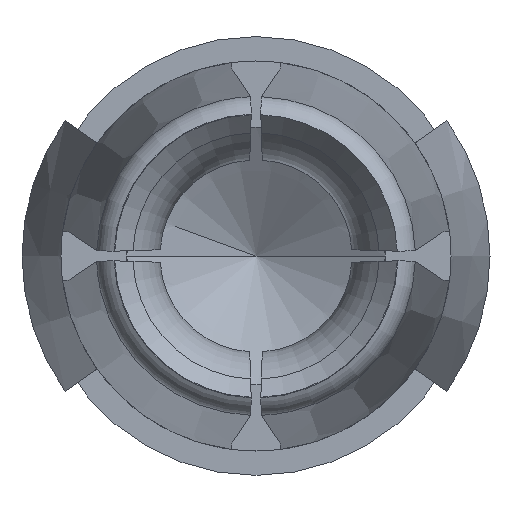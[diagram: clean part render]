
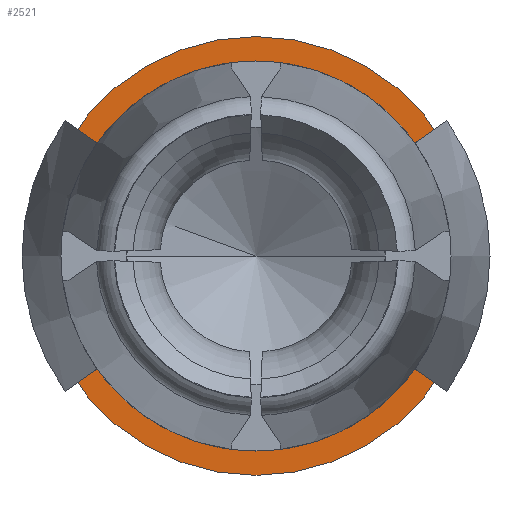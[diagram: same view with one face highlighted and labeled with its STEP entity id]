
A CAD part, front view. The second image highlights one B-rep face of the part: STEP entity #2521.
In plain terms, the highlighted planar face has unit normal (0, -1, 0).
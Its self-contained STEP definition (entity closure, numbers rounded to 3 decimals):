
#482=CARTESIAN_POINT('',(0.,18.1,0.));
#483=DIRECTION('',(0.,1.,0.));
#484=DIRECTION('',(-0.054,0.,0.999));
#485=AXIS2_PLACEMENT_3D('',#482,#483,#484);
#495=CARTESIAN_POINT('',(0.,18.1,0.));
#496=DIRECTION('',(0.,-1.,0.));
#497=DIRECTION('',(-1.,0.,0.));
#498=AXIS2_PLACEMENT_3D('',#495,#496,#497);
#500=CARTESIAN_POINT('',(0.,18.1,0.));
#501=DIRECTION('',(0.,1.,0.));
#502=DIRECTION('',(-1.,0.,0.));
#503=AXIS2_PLACEMENT_3D('',#500,#501,#502);
#505=CARTESIAN_POINT('',(0.,18.1,0.));
#506=DIRECTION('',(0.,1.,0.));
#507=DIRECTION('',(0.054,0.,0.999));
#508=AXIS2_PLACEMENT_3D('',#505,#506,#507);
#510=DIRECTION('',(0.054,0.,0.999));
#511=VECTOR('',#510,0.15);
#512=CARTESIAN_POINT('',(0.092,18.1,1.698));
#513=LINE('',#512,#511);
#514=DIRECTION('',(-0.054,0.,0.999));
#515=VECTOR('',#514,0.15);
#516=CARTESIAN_POINT('',(-0.092,18.1,1.698));
#517=LINE('',#516,#515);
#1828=CARTESIAN_POINT('',(-2.25,18.1,0.));
#1829=CARTESIAN_POINT('',(2.25,18.1,0.));
#1830=VERTEX_POINT('',#1828);
#1831=VERTEX_POINT('',#1829);
#1964=CARTESIAN_POINT('',(0.1,18.1,1.847));
#1965=CARTESIAN_POINT('',(-0.1,18.1,1.847));
#1966=VERTEX_POINT('',#1964);
#1967=VERTEX_POINT('',#1965);
#1968=CARTESIAN_POINT('',(0.092,18.1,1.698));
#1969=VERTEX_POINT('',#1968);
#1970=CARTESIAN_POINT('',(-0.092,18.1,1.698));
#1971=VERTEX_POINT('',#1970);
#2502=CARTESIAN_POINT('',(0.,18.1,0.));
#2503=DIRECTION('',(0.,-1.,0.));
#2504=DIRECTION('',(-1.,0.,0.));
#2505=AXIS2_PLACEMENT_3D('',#2502,#2503,#2504);
#2506=PLANE('',#2505);
#2508=ORIENTED_EDGE('',*,*,#2507,.F.);
#2510=ORIENTED_EDGE('',*,*,#2509,.T.);
#2511=EDGE_LOOP('',(#2508,#2510));
#2512=FACE_OUTER_BOUND('',#2511,.F.);
#2514=ORIENTED_EDGE('',*,*,#2513,.F.);
#2516=ORIENTED_EDGE('',*,*,#2515,.F.);
#2517=ORIENTED_EDGE('',*,*,#2481,.F.);
#2518=ORIENTED_EDGE('',*,*,#2493,.T.);
#2519=EDGE_LOOP('',(#2514,#2516,#2517,#2518));
#2520=FACE_BOUND('',#2519,.F.);
#486=CIRCLE('',#485,1.7);
#499=CIRCLE('',#498,2.25);
#504=CIRCLE('',#503,2.25);
#509=CIRCLE('',#508,1.85);
#2481=EDGE_CURVE('',#1971,#1969,#486,.T.);
#2493=EDGE_CURVE('',#1971,#1967,#517,.T.);
#2507=EDGE_CURVE('',#1830,#1831,#499,.T.);
#2509=EDGE_CURVE('',#1830,#1831,#504,.T.);
#2513=EDGE_CURVE('',#1966,#1967,#509,.T.);
#2515=EDGE_CURVE('',#1969,#1966,#513,.T.);
#2521=ADVANCED_FACE('',(#2512,#2520),#2506,.T.);
